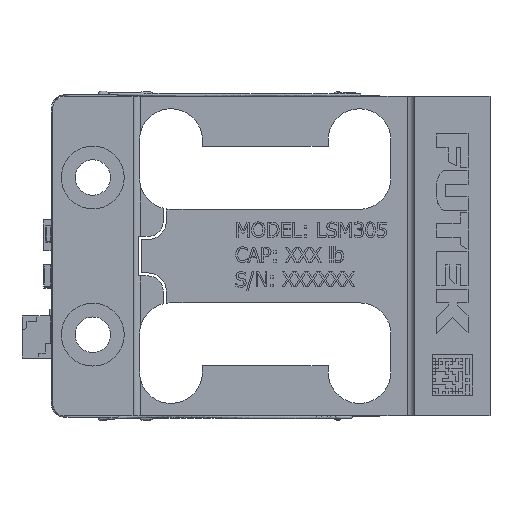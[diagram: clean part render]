
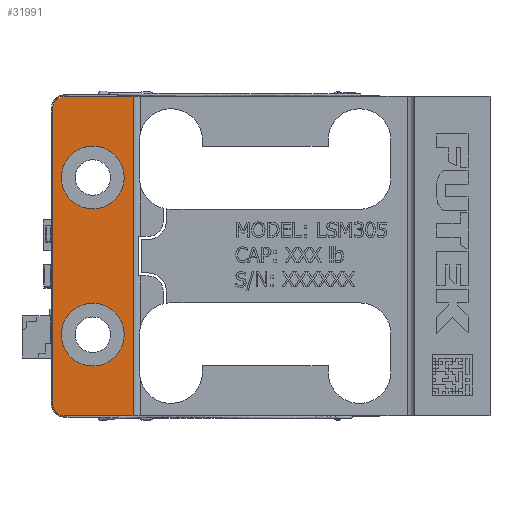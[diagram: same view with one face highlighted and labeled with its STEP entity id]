
A CAD part, front view. The second image highlights one B-rep face of the part: STEP entity #31991.
In plain terms, the highlighted planar face has unit normal (0, -1, 0).
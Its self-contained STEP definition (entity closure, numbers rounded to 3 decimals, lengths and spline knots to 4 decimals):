
#258=FACE_BOUND('',#11500,.T.);
#259=FACE_BOUND('',#11501,.T.);
#1651=LINE('',#47493,#5145);
#1850=LINE('',#47946,#5344);
#3132=LINE('',#61165,#6626);
#3724=LINE('',#62574,#7218);
#5145=VECTOR('',#35808,0.3937);
#5344=VECTOR('',#36137,0.3937);
#6626=VECTOR('',#38467,0.3937);
#7218=VECTOR('',#39621,0.3937);
#9801=FACE_OUTER_BOUND('',#11499,.T.);
#11499=EDGE_LOOP('',(#27704,#27705,#27706,#27707,#27708,#27709));
#11500=EDGE_LOOP('',(#27710,#27711));
#11501=EDGE_LOOP('',(#27712,#27713));
#11610=CIRCLE('',#33309,0.05);
#11615=CIRCLE('',#33316,0.05);
#11619=CIRCLE('',#33322,0.125);
#11620=CIRCLE('',#33323,0.125);
#11624=CIRCLE('',#33330,0.125);
#11625=CIRCLE('',#33331,0.125);
#12957=VERTEX_POINT('',#47490);
#12958=VERTEX_POINT('',#47492);
#13146=VERTEX_POINT('',#47943);
#13147=VERTEX_POINT('',#47945);
#14175=VERTEX_POINT('',#61162);
#14176=VERTEX_POINT('',#61164);
#14538=VERTEX_POINT('',#62363);
#14539=VERTEX_POINT('',#62364);
#14543=VERTEX_POINT('',#62378);
#14544=VERTEX_POINT('',#62379);
#16413=EDGE_CURVE('',#12957,#12958,#1651,.T.);
#16633=EDGE_CURVE('',#13146,#13147,#1850,.T.);
#18293=EDGE_CURVE('',#14175,#14176,#3132,.T.);
#18840=EDGE_CURVE('',#13147,#14175,#11610,.T.);
#18846=EDGE_CURVE('',#14176,#12957,#11615,.T.);
#18850=EDGE_CURVE('',#14538,#14539,#11619,.T.);
#18851=EDGE_CURVE('',#14539,#14538,#11620,.T.);
#18857=EDGE_CURVE('',#14543,#14544,#11624,.T.);
#18858=EDGE_CURVE('',#14544,#14543,#11625,.T.);
#18941=EDGE_CURVE('',#12958,#13146,#3724,.T.);
#27704=ORIENTED_EDGE('',*,*,#18840,.F.);
#27705=ORIENTED_EDGE('',*,*,#16633,.F.);
#27706=ORIENTED_EDGE('',*,*,#18941,.F.);
#27707=ORIENTED_EDGE('',*,*,#16413,.F.);
#27708=ORIENTED_EDGE('',*,*,#18846,.F.);
#27709=ORIENTED_EDGE('',*,*,#18293,.F.);
#27710=ORIENTED_EDGE('',*,*,#18850,.T.);
#27711=ORIENTED_EDGE('',*,*,#18851,.T.);
#27712=ORIENTED_EDGE('',*,*,#18857,.T.);
#27713=ORIENTED_EDGE('',*,*,#18858,.T.);
#28909=PLANE('',#33416);
#31991=ADVANCED_FACE('',(#9801,#258,#259),#28909,.T.);
#33309=AXIS2_PLACEMENT_3D('',#62344,#39418,#39419);
#33316=AXIS2_PLACEMENT_3D('',#62354,#39433,#39434);
#33322=AXIS2_PLACEMENT_3D('',#62365,#39445,#39446);
#33323=AXIS2_PLACEMENT_3D('',#62366,#39447,#39448);
#33330=AXIS2_PLACEMENT_3D('',#62380,#39463,#39464);
#33331=AXIS2_PLACEMENT_3D('',#62381,#39465,#39466);
#33416=AXIS2_PLACEMENT_3D('',#62651,#39719,#39720);
#35808=DIRECTION('',(1.,0.,0.));
#36137=DIRECTION('',(-1.,0.,0.));
#38467=DIRECTION('',(0.,0.,1.));
#39418=DIRECTION('center_axis',(0.,1.,0.));
#39419=DIRECTION('ref_axis',(-0.707,0.,-0.707));
#39433=DIRECTION('center_axis',(0.,1.,0.));
#39434=DIRECTION('ref_axis',(-0.707,0.,0.707));
#39445=DIRECTION('center_axis',(0.,1.,0.));
#39446=DIRECTION('ref_axis',(1.,0.,0.));
#39447=DIRECTION('center_axis',(0.,1.,0.));
#39448=DIRECTION('ref_axis',(1.,0.,0.));
#39463=DIRECTION('center_axis',(0.,1.,0.));
#39464=DIRECTION('ref_axis',(1.,0.,0.));
#39465=DIRECTION('center_axis',(0.,1.,0.));
#39466=DIRECTION('ref_axis',(1.,0.,0.));
#39621=DIRECTION('',(0.,0.,-1.));
#39719=DIRECTION('center_axis',(0.,-1.,0.));
#39720=DIRECTION('ref_axis',(1.,0.,0.));
#47490=CARTESIAN_POINT('',(-0.82,-0.25,0.636));
#47492=CARTESIAN_POINT('',(-0.55,-0.25,0.636));
#47493=CARTESIAN_POINT('',(-0.55,-0.25,0.636));
#47943=CARTESIAN_POINT('',(-0.55,-0.25,-0.636));
#47945=CARTESIAN_POINT('',(-0.82,-0.25,-0.636));
#47946=CARTESIAN_POINT('',(-0.55,-0.25,-0.636));
#61162=CARTESIAN_POINT('',(-0.87,-0.25,-0.586));
#61164=CARTESIAN_POINT('',(-0.87,-0.25,0.586));
#61165=CARTESIAN_POINT('',(-0.87,-0.25,0.));
#62344=CARTESIAN_POINT('Origin',(-0.82,-0.25,-0.586));
#62354=CARTESIAN_POINT('Origin',(-0.82,-0.25,0.586));
#62363=CARTESIAN_POINT('',(-0.585,-0.25,0.3125));
#62364=CARTESIAN_POINT('',(-0.835,-0.25,0.3125));
#62365=CARTESIAN_POINT('Origin',(-0.71,-0.25,0.3125));
#62366=CARTESIAN_POINT('Origin',(-0.71,-0.25,0.3125));
#62378=CARTESIAN_POINT('',(-0.585,-0.25,-0.3125));
#62379=CARTESIAN_POINT('',(-0.835,-0.25,-0.3125));
#62380=CARTESIAN_POINT('Origin',(-0.71,-0.25,-0.3125));
#62381=CARTESIAN_POINT('Origin',(-0.71,-0.25,-0.3125));
#62574=CARTESIAN_POINT('',(-0.55,-0.25,0.));
#62651=CARTESIAN_POINT('Origin',(-0.87,-0.25,0.));
